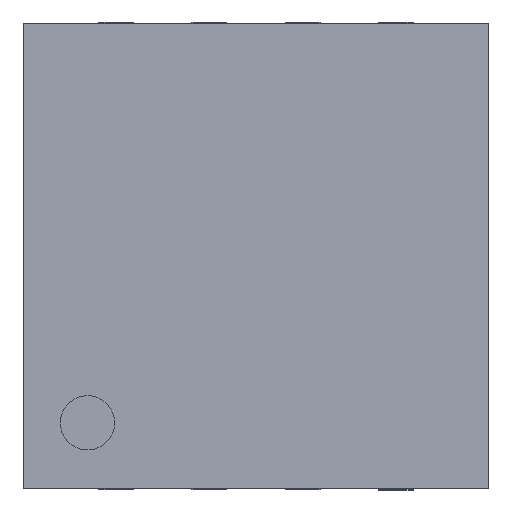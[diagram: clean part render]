
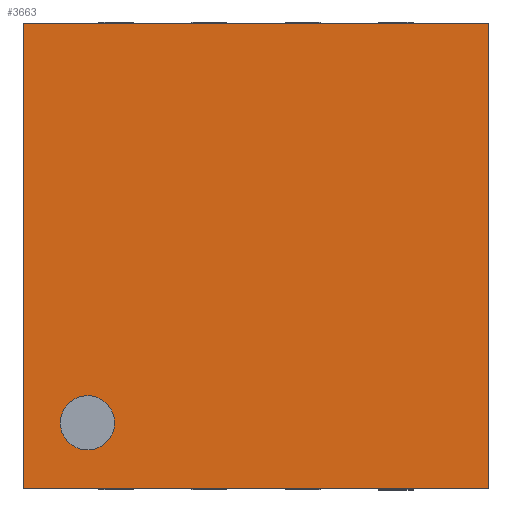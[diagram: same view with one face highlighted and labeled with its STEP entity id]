
A CAD part, top view. The second image highlights one B-rep face of the part: STEP entity #3663.
In plain terms, the highlighted planar face has unit normal (0, 0, 1).
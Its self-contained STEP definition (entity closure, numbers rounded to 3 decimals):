
#36 = ORIENTED_EDGE ( 'NONE', *, *, #3312, .T. ) ;
#63 = FACE_OUTER_BOUND ( 'NONE', #4936, .T. ) ;
#71 = CARTESIAN_POINT ( 'NONE',  ( -2., 2., 0.9 ) ) ;
#248 = EDGE_CURVE ( 'NONE', #2532, #4524, #931, .T. ) ;
#325 = VERTEX_POINT ( 'NONE', #6017 ) ;
#565 = CARTESIAN_POINT ( 'NONE',  ( -1.215, -1.435, 0.9 ) ) ;
#633 = CARTESIAN_POINT ( 'NONE',  ( -1.448, -1.678, 0.9 ) ) ;
#696 = EDGE_CURVE ( 'NONE', #1919, #325, #4205, .T. ) ;
#723 = CARTESIAN_POINT ( 'NONE',  ( -1.681, -1.435, 0.9 ) ) ;
#730 = CARTESIAN_POINT ( 'NONE',  ( -1.681, -1.435, 0.9 ) ) ;
#864 = CARTESIAN_POINT ( 'NONE',  ( -1.215, -1.435, 0.9 ) ) ;
#931 = LINE ( 'NONE', #5884, #2758 ) ;
#1414 = DIRECTION ( 'NONE',  ( 0., 0., 1. ) ) ;
#1425 = CARTESIAN_POINT ( 'NONE',  ( -1.326, -1.223, 0.9 ) ) ;
#1483 = CARTESIAN_POINT ( 'NONE',  ( -2., -2., 0.9 ) ) ;
#1819 = VECTOR ( 'NONE', #2253, 1000. ) ;
#1866 = VECTOR ( 'NONE', #5421, 1000. ) ;
#1919 = VERTEX_POINT ( 'NONE', #3035 ) ;
#1945 = CARTESIAN_POINT ( 'NONE',  ( 2., 2., 0.9 ) ) ;
#2025 = CARTESIAN_POINT ( 'NONE',  ( 2., -2., 0.9 ) ) ;
#2062 = CARTESIAN_POINT ( 'NONE',  ( -1.681, -1.435, 0.9 ) ) ;
#2253 = DIRECTION ( 'NONE',  ( 0., -1., 0. ) ) ;
#2324 = ORIENTED_EDGE ( 'NONE', *, *, #248, .T. ) ;
#2377 = PLANE ( 'NONE',  #5468 ) ;
#2426 = CARTESIAN_POINT ( 'NONE',  ( -1.57, -1.223, 0.9 ) ) ;
#2487 = CARTESIAN_POINT ( 'NONE',  ( -1.448, -1.191, 0.9 ) ) ;
#2492 = CARTESIAN_POINT ( 'NONE',  ( -1.215, -1.435, 0.9 ) ) ;
#2532 = VERTEX_POINT ( 'NONE', #2025 ) ;
#2587 = CARTESIAN_POINT ( 'NONE',  ( -1.57, -1.646, 0.9 ) ) ;
#2758 = VECTOR ( 'NONE', #4851, 1000. ) ;
#2783 = EDGE_CURVE ( 'NONE', #325, #2532, #3876, .T. ) ;
#2976 = CARTESIAN_POINT ( 'NONE',  ( -1.659, -1.313, 0.9 ) ) ;
#3035 = CARTESIAN_POINT ( 'NONE',  ( -2., 2., 0.9 ) ) ;
#3233 = ORIENTED_EDGE ( 'NONE', *, *, #6122, .T. ) ;
#3312 = EDGE_CURVE ( 'NONE', #4524, #1919, #5950, .T. ) ;
#3371 = DIRECTION ( 'NONE',  ( 1., 0., 0. ) ) ;
#3435 = VERTEX_POINT ( 'NONE', #723 ) ;
#3543 = CARTESIAN_POINT ( 'NONE',  ( -1.215, -1.475, 0.9 ) ) ;
#3663 = ADVANCED_FACE ( 'NONE', ( #63, #3851 ), #2377, .T. ) ;
#3851 = FACE_BOUND ( 'NONE', #5208, .T. ) ;
#3862 = B_SPLINE_CURVE_WITH_KNOTS ( 'NONE', 3,
 ( #2062, #4864, #2976, #2426, #2487, #1425, #4023, #5928, #565 ),
 .UNSPECIFIED., .F., .F.,
 ( 4, 1, 1, 1, 1, 1, 4 ),
 ( 0.5, 0.583, 0.667, 0.75, 0.833, 0.917, 1. ),
 .UNSPECIFIED. ) ;
#3876 = LINE ( 'NONE', #1483, #4733 ) ;
#4023 = CARTESIAN_POINT ( 'NONE',  ( -1.237, -1.313, 0.9 ) ) ;
#4205 = LINE ( 'NONE', #6207, #1819 ) ;
#4442 = ORIENTED_EDGE ( 'NONE', *, *, #2783, .T. ) ;
#4450 = CARTESIAN_POINT ( 'NONE',  ( -1.237, -1.556, 0.9 ) ) ;
#4524 = VERTEX_POINT ( 'NONE', #1945 ) ;
#4549 = CARTESIAN_POINT ( 'NONE',  ( -1.659, -1.556, 0.9 ) ) ;
#4733 = VECTOR ( 'NONE', #5351, 1000. ) ;
#4851 = DIRECTION ( 'NONE',  ( 0., 1., 0. ) ) ;
#4864 = CARTESIAN_POINT ( 'NONE',  ( -1.681, -1.394, 0.9 ) ) ;
#4936 = EDGE_LOOP ( 'NONE', ( #2324, #36, #5386, #4442 ) ) ;
#5024 = CARTESIAN_POINT ( 'NONE',  ( -1.326, -1.646, 0.9 ) ) ;
#5078 = EDGE_CURVE ( 'NONE', #3435, #6357, #3862, .T. ) ;
#5208 = EDGE_LOOP ( 'NONE', ( #3233, #5536 ) ) ;
#5351 = DIRECTION ( 'NONE',  ( 1., 0., 0. ) ) ;
#5386 = ORIENTED_EDGE ( 'NONE', *, *, #696, .T. ) ;
#5416 = CARTESIAN_POINT ( 'NONE',  ( 0., 0., 0.9 ) ) ;
#5421 = DIRECTION ( 'NONE',  ( -1., 0., 0. ) ) ;
#5468 = AXIS2_PLACEMENT_3D ( 'NONE', #5416, #1414, #3371 ) ;
#5536 = ORIENTED_EDGE ( 'NONE', *, *, #5078, .T. ) ;
#5609 = B_SPLINE_CURVE_WITH_KNOTS ( 'NONE', 3,
 ( #2492, #3543, #4450, #5024, #633, #2587, #4549, #6157, #730 ),
 .UNSPECIFIED., .F., .F.,
 ( 4, 1, 1, 1, 1, 1, 4 ),
 ( 0., 0.083, 0.167, 0.25, 0.333, 0.417, 0.5 ),
 .UNSPECIFIED. ) ;
#5884 = CARTESIAN_POINT ( 'NONE',  ( 2., 2., 0.9 ) ) ;
#5928 = CARTESIAN_POINT ( 'NONE',  ( -1.215, -1.394, 0.9 ) ) ;
#5950 = LINE ( 'NONE', #71, #1866 ) ;
#6017 = CARTESIAN_POINT ( 'NONE',  ( -2., -2., 0.9 ) ) ;
#6122 = EDGE_CURVE ( 'NONE', #6357, #3435, #5609, .T. ) ;
#6157 = CARTESIAN_POINT ( 'NONE',  ( -1.681, -1.475, 0.9 ) ) ;
#6207 = CARTESIAN_POINT ( 'NONE',  ( -2., 2., 0.9 ) ) ;
#6357 = VERTEX_POINT ( 'NONE', #864 ) ;
